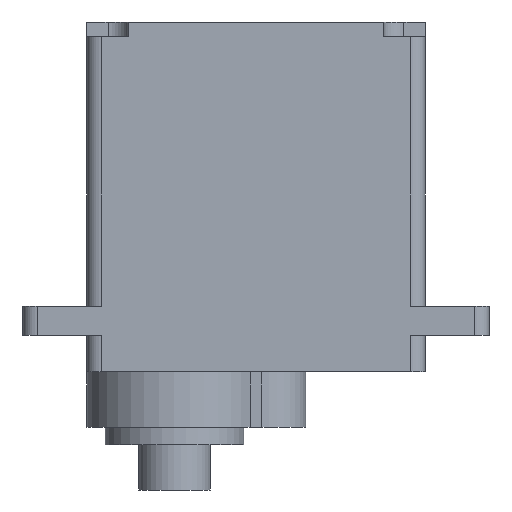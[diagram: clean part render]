
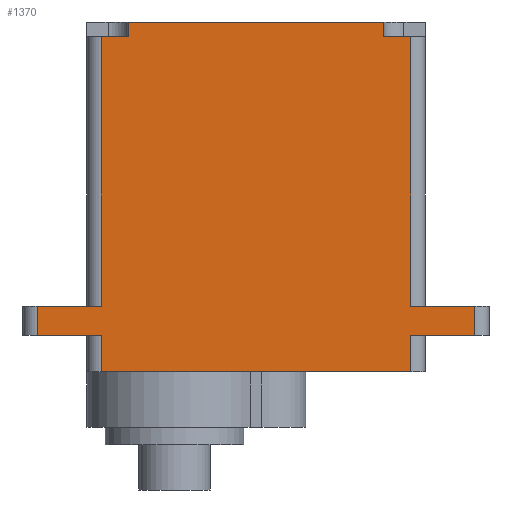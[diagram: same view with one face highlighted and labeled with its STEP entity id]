
A CAD part, front view. The second image highlights one B-rep face of the part: STEP entity #1370.
In plain terms, the highlighted planar face has unit normal (0, -1, 0).
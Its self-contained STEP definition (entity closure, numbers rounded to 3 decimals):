
#305=DIRECTION('',(0.,0.,1.));
#306=VECTOR('',#305,2.);
#307=CARTESIAN_POINT('',(15.,-6.1,-21.5));
#308=LINE('',#307,#306);
#309=DIRECTION('',(-1.,0.,0.));
#310=VECTOR('',#309,4.4);
#311=CARTESIAN_POINT('',(15.,-6.1,-21.5));
#312=LINE('',#311,#310);
#313=DIRECTION('',(0.,0.,-1.));
#314=VECTOR('',#313,2.5);
#315=CARTESIAN_POINT('',(10.6,-6.1,-21.5));
#316=LINE('',#315,#314);
#317=DIRECTION('',(0.,0.,1.));
#318=VECTOR('',#317,2.5);
#319=CARTESIAN_POINT('',(-10.6,-6.1,-24.));
#320=LINE('',#319,#318);
#321=DIRECTION('',(-1.,0.,0.));
#322=VECTOR('',#321,4.4);
#323=CARTESIAN_POINT('',(-10.6,-6.1,-21.5));
#324=LINE('',#323,#322);
#325=DIRECTION('',(0.,0.,-1.));
#326=VECTOR('',#325,2.);
#327=CARTESIAN_POINT('',(-15.,-6.1,-19.5));
#328=LINE('',#327,#326);
#329=DIRECTION('',(1.,0.,0.));
#330=VECTOR('',#329,4.4);
#331=CARTESIAN_POINT('',(-15.,-6.1,-19.5));
#332=LINE('',#331,#330);
#333=DIRECTION('',(0.,0.,1.));
#334=VECTOR('',#333,18.5);
#335=CARTESIAN_POINT('',(-10.6,-6.1,-19.5));
#336=LINE('',#335,#334);
#337=DIRECTION('',(1.,0.,0.));
#338=VECTOR('',#337,1.85);
#339=CARTESIAN_POINT('',(-10.6,-6.1,-1.));
#340=LINE('',#339,#338);
#341=DIRECTION('',(0.,0.,-1.));
#342=VECTOR('',#341,1.);
#343=CARTESIAN_POINT('',(-8.75,-6.1,0.));
#344=LINE('',#343,#342);
#345=DIRECTION('',(1.,0.,0.));
#346=VECTOR('',#345,17.5);
#347=CARTESIAN_POINT('',(-8.75,-6.1,0.));
#348=LINE('',#347,#346);
#349=DIRECTION('',(0.,0.,-1.));
#350=VECTOR('',#349,1.);
#351=CARTESIAN_POINT('',(8.75,-6.1,0.));
#352=LINE('',#351,#350);
#353=DIRECTION('',(1.,0.,0.));
#354=VECTOR('',#353,1.85);
#355=CARTESIAN_POINT('',(8.75,-6.1,-1.));
#356=LINE('',#355,#354);
#357=DIRECTION('',(0.,0.,-1.));
#358=VECTOR('',#357,18.5);
#359=CARTESIAN_POINT('',(10.6,-6.1,-1.));
#360=LINE('',#359,#358);
#361=DIRECTION('',(1.,0.,0.));
#362=VECTOR('',#361,4.4);
#363=CARTESIAN_POINT('',(10.6,-6.1,-19.5));
#364=LINE('',#363,#362);
#411=DIRECTION('',(1.,0.,0.));
#412=VECTOR('',#411,21.2);
#413=CARTESIAN_POINT('',(-10.6,-6.1,-24.));
#414=LINE('',#413,#412);
#794=CARTESIAN_POINT('',(8.75,-6.1,0.));
#795=CARTESIAN_POINT('',(8.75,-6.1,-1.));
#796=VERTEX_POINT('',#794);
#797=VERTEX_POINT('',#795);
#798=CARTESIAN_POINT('',(-8.75,-6.1,0.));
#799=CARTESIAN_POINT('',(-8.75,-6.1,-1.));
#800=VERTEX_POINT('',#798);
#801=VERTEX_POINT('',#799);
#859=CARTESIAN_POINT('',(-10.6,-6.1,-1.));
#861=VERTEX_POINT('',#859);
#862=CARTESIAN_POINT('',(-10.6,-6.1,-24.));
#864=VERTEX_POINT('',#862);
#867=CARTESIAN_POINT('',(10.6,-6.1,-24.));
#869=VERTEX_POINT('',#867);
#870=CARTESIAN_POINT('',(10.6,-6.1,-1.));
#872=VERTEX_POINT('',#870);
#906=CARTESIAN_POINT('',(-10.6,-6.1,-19.5));
#907=VERTEX_POINT('',#906);
#908=CARTESIAN_POINT('',(-10.6,-6.1,-21.5));
#909=VERTEX_POINT('',#908);
#910=CARTESIAN_POINT('',(10.6,-6.1,-19.5));
#911=VERTEX_POINT('',#910);
#912=CARTESIAN_POINT('',(10.6,-6.1,-21.5));
#913=VERTEX_POINT('',#912);
#996=CARTESIAN_POINT('',(15.,-6.1,-19.5));
#998=VERTEX_POINT('',#996);
#1002=CARTESIAN_POINT('',(15.,-6.1,-21.5));
#1003=VERTEX_POINT('',#1002);
#1012=CARTESIAN_POINT('',(-15.,-6.1,-21.5));
#1014=VERTEX_POINT('',#1012);
#1018=CARTESIAN_POINT('',(-15.,-6.1,-19.5));
#1019=VERTEX_POINT('',#1018);
#1337=CARTESIAN_POINT('',(-11.6,-6.1,0.));
#1338=DIRECTION('',(0.,-1.,0.));
#1339=DIRECTION('',(0.,0.,-1.));
#1340=AXIS2_PLACEMENT_3D('',#1337,#1338,#1339);
#1341=PLANE('',#1340);
#1343=ORIENTED_EDGE('',*,*,#1342,.F.);
#1344=ORIENTED_EDGE('',*,*,#1162,.T.);
#1345=ORIENTED_EDGE('',*,*,#1332,.T.);
#1347=ORIENTED_EDGE('',*,*,#1346,.F.);
#1349=ORIENTED_EDGE('',*,*,#1348,.T.);
#1350=ORIENTED_EDGE('',*,*,#1198,.T.);
#1352=ORIENTED_EDGE('',*,*,#1351,.F.);
#1353=ORIENTED_EDGE('',*,*,#1116,.T.);
#1355=ORIENTED_EDGE('',*,*,#1354,.T.);
#1357=ORIENTED_EDGE('',*,*,#1356,.T.);
#1359=ORIENTED_EDGE('',*,*,#1358,.F.);
#1361=ORIENTED_EDGE('',*,*,#1360,.T.);
#1363=ORIENTED_EDGE('',*,*,#1362,.T.);
#1365=ORIENTED_EDGE('',*,*,#1364,.T.);
#1366=ORIENTED_EDGE('',*,*,#1315,.T.);
#1367=ORIENTED_EDGE('',*,*,#1089,.T.);
#1368=EDGE_LOOP('',(#1343,#1344,#1345,#1347,#1349,#1350,#1352,#1353,#1355,#1357,
#1359,#1361,#1363,#1365,#1366,#1367));
#1369=FACE_OUTER_BOUND('',#1368,.F.);
#1370=ADVANCED_FACE('',(#1369),#1341,.T.);
#1089=EDGE_CURVE('',#911,#998,#364,.T.);
#1116=EDGE_CURVE('',#1019,#907,#332,.T.);
#1162=EDGE_CURVE('',#1003,#913,#312,.T.);
#1198=EDGE_CURVE('',#909,#1014,#324,.T.);
#1315=EDGE_CURVE('',#872,#911,#360,.T.);
#1332=EDGE_CURVE('',#913,#869,#316,.T.);
#1342=EDGE_CURVE('',#1003,#998,#308,.T.);
#1346=EDGE_CURVE('',#864,#869,#414,.T.);
#1348=EDGE_CURVE('',#864,#909,#320,.T.);
#1351=EDGE_CURVE('',#1019,#1014,#328,.T.);
#1354=EDGE_CURVE('',#907,#861,#336,.T.);
#1356=EDGE_CURVE('',#861,#801,#340,.T.);
#1358=EDGE_CURVE('',#800,#801,#344,.T.);
#1360=EDGE_CURVE('',#800,#796,#348,.T.);
#1362=EDGE_CURVE('',#796,#797,#352,.T.);
#1364=EDGE_CURVE('',#797,#872,#356,.T.);
